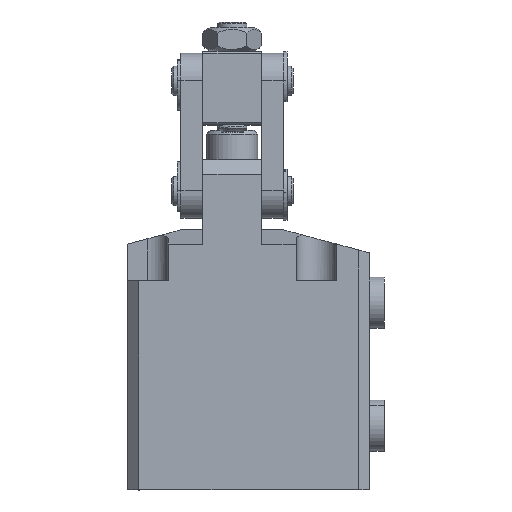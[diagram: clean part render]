
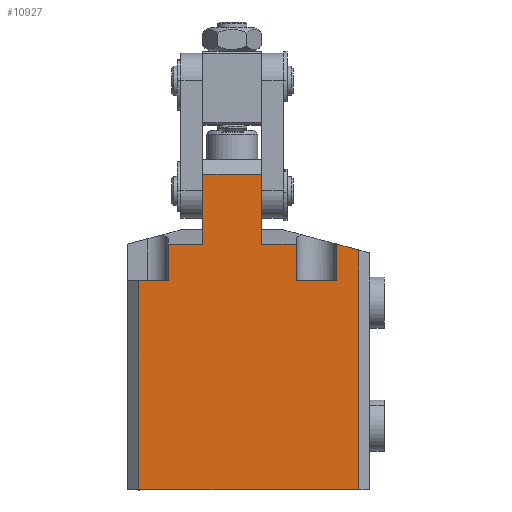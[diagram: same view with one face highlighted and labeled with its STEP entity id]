
A CAD part, top view. The second image highlights one B-rep face of the part: STEP entity #10927.
In plain terms, the highlighted planar face has unit normal (0, 0, 1).
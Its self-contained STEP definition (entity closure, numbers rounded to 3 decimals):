
#211 = VECTOR ( 'NONE', #5422, 1000. ) ;
#427 = VECTOR ( 'NONE', #9202, 1000. ) ;
#534 = VERTEX_POINT ( 'NONE', #10679 ) ;
#636 = CARTESIAN_POINT ( 'NONE',  ( -452.549, 198.613, 28.5 ) ) ;
#710 = VERTEX_POINT ( 'NONE', #4188 ) ;
#970 = VECTOR ( 'NONE', #5813, 1000. ) ;
#1123 = ORIENTED_EDGE ( 'NONE', *, *, #12394, .T. ) ;
#1163 = VECTOR ( 'NONE', #5374, 1000. ) ;
#1342 = LINE ( 'NONE', #9251, #12820 ) ;
#1361 = ORIENTED_EDGE ( 'NONE', *, *, #4159, .T. ) ;
#1363 = LINE ( 'NONE', #3327, #1163 ) ;
#1470 = CARTESIAN_POINT ( 'NONE',  ( -452.549, 208.594, 28.5 ) ) ;
#1557 = CARTESIAN_POINT ( 'NONE',  ( -417.549, 208.594, 28.5 ) ) ;
#1674 = CARTESIAN_POINT ( 'NONE',  ( -443.049, 208.594, 28.5 ) ) ;
#1862 = DIRECTION ( 'NONE',  ( -1., 0., 0. ) ) ;
#2173 = LINE ( 'NONE', #3878, #4407 ) ;
#2250 = CARTESIAN_POINT ( 'NONE',  ( -460.549, 198.613, 28.5 ) ) ;
#2356 = VERTEX_POINT ( 'NONE', #6830 ) ;
#2446 = EDGE_CURVE ( 'NONE', #8597, #7934, #8871, .T. ) ;
#2460 = CARTESIAN_POINT ( 'NONE',  ( -427.049, 141.613, 28.5 ) ) ;
#2493 = DIRECTION ( 'NONE',  ( 0., 1., 0. ) ) ;
#2714 = LINE ( 'NONE', #2988, #8179 ) ;
#2988 = CARTESIAN_POINT ( 'NONE',  ( -460.549, 227.613, 28.5 ) ) ;
#3061 = DIRECTION ( 'NONE',  ( -1., 0., 0. ) ) ;
#3107 = CARTESIAN_POINT ( 'NONE',  ( -400.549, 141.613, 28.5 ) ) ;
#3128 = EDGE_CURVE ( 'NONE', #534, #8759, #1342, .T. ) ;
#3327 = CARTESIAN_POINT ( 'NONE',  ( -460.549, 198.613, 28.5 ) ) ;
#3369 = VERTEX_POINT ( 'NONE', #9163 ) ;
#3600 = DIRECTION ( 'NONE',  ( -1., 0., 0. ) ) ;
#3660 = CARTESIAN_POINT ( 'NONE',  ( -460.549, 208.594, 28.5 ) ) ;
#3878 = CARTESIAN_POINT ( 'NONE',  ( -452.549, 141.613, 28.5 ) ) ;
#3964 = VECTOR ( 'NONE', #8905, 1000. ) ;
#4029 = CARTESIAN_POINT ( 'NONE',  ( -460.549, 141.613, 28.5 ) ) ;
#4144 = EDGE_CURVE ( 'NONE', #8144, #3369, #5015, .T. ) ;
#4159 = EDGE_CURVE ( 'NONE', #6755, #10748, #10580, .T. ) ;
#4188 = CARTESIAN_POINT ( 'NONE',  ( -427.049, 208.594, 28.5 ) ) ;
#4228 = EDGE_LOOP ( 'NONE', ( #6444, #5721, #6803, #11959, #4417, #9464, #12938, #9926, #7543, #7449, #10178, #1361, #12405, #1123 ) ) ;
#4334 = EDGE_CURVE ( 'NONE', #2356, #6755, #2714, .T. ) ;
#4407 = VECTOR ( 'NONE', #12983, 1000. ) ;
#4417 = ORIENTED_EDGE ( 'NONE', *, *, #5031, .T. ) ;
#4443 = DIRECTION ( 'NONE',  ( 0., -1., 0. ) ) ;
#4628 = CARTESIAN_POINT ( 'NONE',  ( -443.049, 141.613, 28.5 ) ) ;
#4650 = CARTESIAN_POINT ( 'NONE',  ( -400.549, 141.613, 28.5 ) ) ;
#4733 = DIRECTION ( 'NONE',  ( 0., 1., 0. ) ) ;
#4764 = EDGE_CURVE ( 'NONE', #8759, #8597, #13009, .T. ) ;
#4775 = VECTOR ( 'NONE', #4443, 1000. ) ;
#5015 = LINE ( 'NONE', #4650, #5636 ) ;
#5031 = EDGE_CURVE ( 'NONE', #3369, #534, #6060, .T. ) ;
#5196 = VERTEX_POINT ( 'NONE', #8387 ) ;
#5283 = LINE ( 'NONE', #2460, #10397 ) ;
#5374 = DIRECTION ( 'NONE',  ( -1., 0., 0. ) ) ;
#5377 = CARTESIAN_POINT ( 'NONE',  ( -400.549, 206.986, 28.5 ) ) ;
#5422 = DIRECTION ( 'NONE',  ( -0.966, 0.259, 0. ) ) ;
#5429 = LINE ( 'NONE', #7477, #3964 ) ;
#5560 = DIRECTION ( 'NONE',  ( 0., -1., 0. ) ) ;
#5608 = EDGE_CURVE ( 'NONE', #7934, #710, #8512, .T. ) ;
#5636 = VECTOR ( 'NONE', #4733, 1000. ) ;
#5721 = ORIENTED_EDGE ( 'NONE', *, *, #6883, .T. ) ;
#5813 = DIRECTION ( 'NONE',  ( 0., 1., 0. ) ) ;
#5900 = VECTOR ( 'NONE', #1862, 1000. ) ;
#5986 = CARTESIAN_POINT ( 'NONE',  ( -417.549, 141.613, 28.5 ) ) ;
#6060 = LINE ( 'NONE', #5377, #211 ) ;
#6231 = CARTESIAN_POINT ( 'NONE',  ( -406.549, 198.613, 28.5 ) ) ;
#6444 = ORIENTED_EDGE ( 'NONE', *, *, #12650, .T. ) ;
#6446 = VERTEX_POINT ( 'NONE', #636 ) ;
#6699 = AXIS2_PLACEMENT_3D ( 'NONE', #11370, #10465, #10444 ) ;
#6755 = VERTEX_POINT ( 'NONE', #12309 ) ;
#6803 = ORIENTED_EDGE ( 'NONE', *, *, #8170, .T. ) ;
#6830 = CARTESIAN_POINT ( 'NONE',  ( -427.049, 227.613, 28.5 ) ) ;
#6883 = EDGE_CURVE ( 'NONE', #5196, #8897, #7981, .T. ) ;
#7449 = ORIENTED_EDGE ( 'NONE', *, *, #9821, .T. ) ;
#7477 = CARTESIAN_POINT ( 'NONE',  ( -460.549, 141.613, 28.5 ) ) ;
#7543 = ORIENTED_EDGE ( 'NONE', *, *, #5608, .T. ) ;
#7622 = VERTEX_POINT ( 'NONE', #1470 ) ;
#7934 = VERTEX_POINT ( 'NONE', #1557 ) ;
#7981 = LINE ( 'NONE', #11175, #10294 ) ;
#8144 = VERTEX_POINT ( 'NONE', #3107 ) ;
#8170 = EDGE_CURVE ( 'NONE', #8897, #8144, #5429, .T. ) ;
#8179 = VECTOR ( 'NONE', #3061, 1000. ) ;
#8305 = FACE_OUTER_BOUND ( 'NONE', #4228, .T. ) ;
#8387 = CARTESIAN_POINT ( 'NONE',  ( -460.549, 198.613, 28.5 ) ) ;
#8512 = LINE ( 'NONE', #9367, #427 ) ;
#8597 = VERTEX_POINT ( 'NONE', #8761 ) ;
#8759 = VERTEX_POINT ( 'NONE', #6231 ) ;
#8761 = CARTESIAN_POINT ( 'NONE',  ( -417.549, 198.613, 28.5 ) ) ;
#8871 = LINE ( 'NONE', #5986, #970 ) ;
#8897 = VERTEX_POINT ( 'NONE', #4029 ) ;
#8902 = LINE ( 'NONE', #3660, #11562 ) ;
#8905 = DIRECTION ( 'NONE',  ( 1., 0., 0. ) ) ;
#9163 = CARTESIAN_POINT ( 'NONE',  ( -400.549, 206.986, 28.5 ) ) ;
#9202 = DIRECTION ( 'NONE',  ( -1., 0., 0. ) ) ;
#9251 = CARTESIAN_POINT ( 'NONE',  ( -406.549, 141.613, 28.5 ) ) ;
#9367 = CARTESIAN_POINT ( 'NONE',  ( -460.549, 208.594, 28.5 ) ) ;
#9464 = ORIENTED_EDGE ( 'NONE', *, *, #3128, .T. ) ;
#9821 = EDGE_CURVE ( 'NONE', #710, #2356, #5283, .T. ) ;
#9926 = ORIENTED_EDGE ( 'NONE', *, *, #2446, .T. ) ;
#10178 = ORIENTED_EDGE ( 'NONE', *, *, #4334, .T. ) ;
#10294 = VECTOR ( 'NONE', #10644, 1000. ) ;
#10397 = VECTOR ( 'NONE', #2493, 1000. ) ;
#10444 = DIRECTION ( 'NONE',  ( 1., 0., 0. ) ) ;
#10465 = DIRECTION ( 'NONE',  ( 0., 0., 1. ) ) ;
#10580 = LINE ( 'NONE', #4628, #4775 ) ;
#10644 = DIRECTION ( 'NONE',  ( 0., -1., 0. ) ) ;
#10679 = CARTESIAN_POINT ( 'NONE',  ( -406.549, 208.594, 28.5 ) ) ;
#10748 = VERTEX_POINT ( 'NONE', #1674 ) ;
#10906 = PLANE ( 'NONE',  #6699 ) ;
#10927 = ADVANCED_FACE ( 'NONE', ( #8305 ), #10906, .T. ) ;
#11175 = CARTESIAN_POINT ( 'NONE',  ( -460.549, 141.613, 28.5 ) ) ;
#11370 = CARTESIAN_POINT ( 'NONE',  ( -460.549, 141.613, 28.5 ) ) ;
#11554 = EDGE_CURVE ( 'NONE', #10748, #7622, #8902, .T. ) ;
#11562 = VECTOR ( 'NONE', #3600, 1000. ) ;
#11959 = ORIENTED_EDGE ( 'NONE', *, *, #4144, .T. ) ;
#12309 = CARTESIAN_POINT ( 'NONE',  ( -443.049, 227.613, 28.5 ) ) ;
#12394 = EDGE_CURVE ( 'NONE', #7622, #6446, #2173, .T. ) ;
#12405 = ORIENTED_EDGE ( 'NONE', *, *, #11554, .T. ) ;
#12650 = EDGE_CURVE ( 'NONE', #6446, #5196, #1363, .T. ) ;
#12820 = VECTOR ( 'NONE', #5560, 1000. ) ;
#12938 = ORIENTED_EDGE ( 'NONE', *, *, #4764, .T. ) ;
#12983 = DIRECTION ( 'NONE',  ( 0., -1., 0. ) ) ;
#13009 = LINE ( 'NONE', #2250, #5900 ) ;
